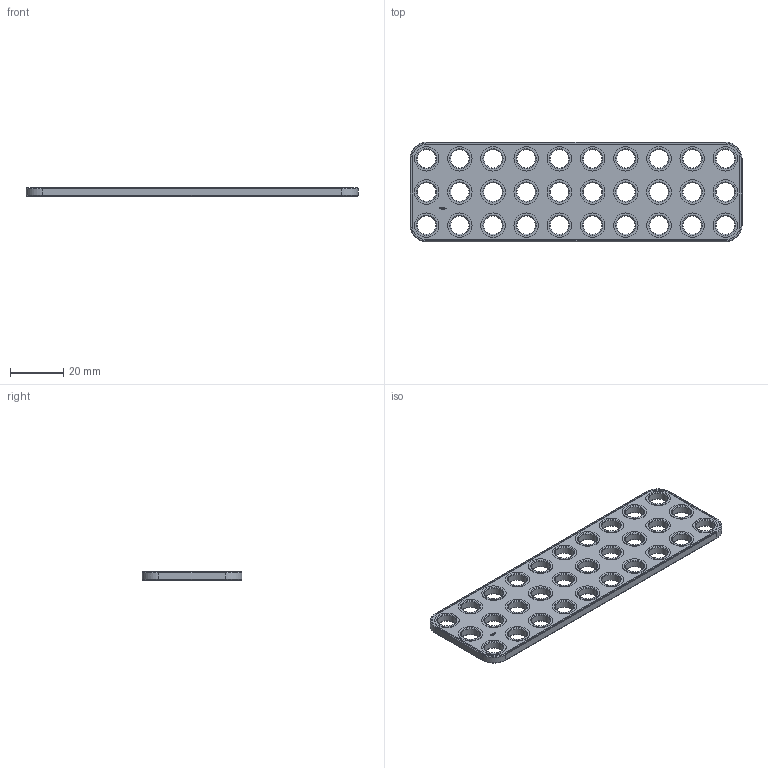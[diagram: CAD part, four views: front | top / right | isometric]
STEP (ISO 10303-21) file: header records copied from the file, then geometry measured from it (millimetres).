
FILE_DESCRIPTION(('FreeCAD Model'),'2;1');
FILE_NAME('Open CASCADE Shape Model','2024-10-08T02:30:01',(''),(''), 'Open CASCADE STEP processor 7.7','FreeCAD','Unknown');
FILE_SCHEMA(('AUTOMOTIVE_DESIGN { 1 0 10303 214 1 1 1 1 }'));
Length unit declared in the file: millimetre
Products named in the file (1): Plate RCT CRNR BU10x03x00.25 - SPN-PLT-0114 (stemfie.org)
Bounding box: 125 x 37.5 x 3.12 mm (x, y, z)
Volume: 10364.4 mm3; surface area: 9943.3 mm2
Topology: 1 solids, 1 shells, 602 faces, 1538 edges, 1000 vertices
Faces by surface type: plane 372, extrusion 94, cylinder 68, cone 68
Full cylindrical faces by diameter (mm): 7 x30, 9.2 x30
Entity records: 18445 total; most frequent: CARTESIAN_POINT 3902, ORIENTED_EDGE 3076, DIRECTION 2666, EDGE_CURVE 1538, VECTOR 1240, LINE 1146, VERTEX_POINT 1000, FACE_BOUND 724
